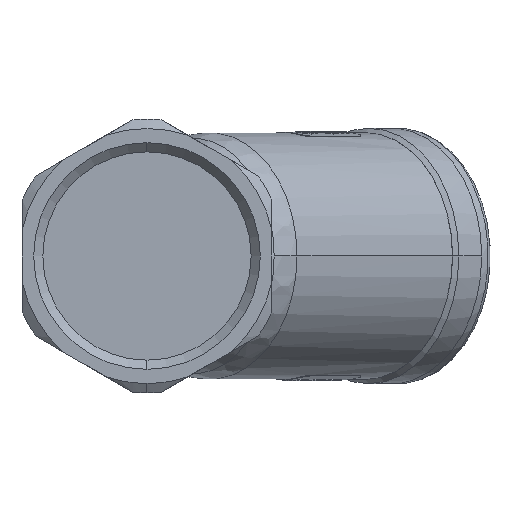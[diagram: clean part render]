
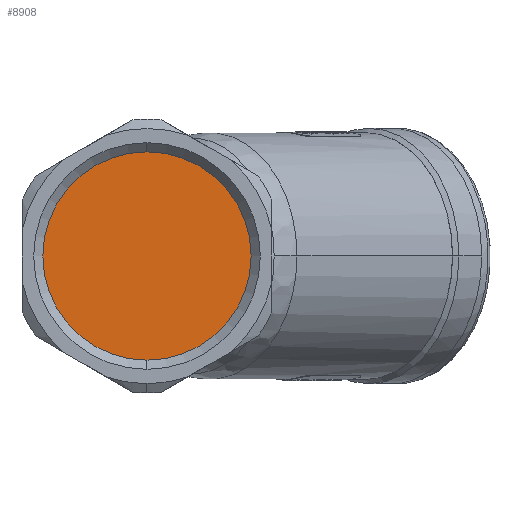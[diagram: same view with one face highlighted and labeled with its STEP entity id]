
A CAD part, left-side view. The second image highlights one B-rep face of the part: STEP entity #8908.
In plain terms, the highlighted planar face has unit normal (-1, 0, 0).
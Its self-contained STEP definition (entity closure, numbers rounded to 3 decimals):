
#326 = DIRECTION ( 'NONE',  ( 0., 0., 1. ) ) ;
#907 = AXIS2_PLACEMENT_3D ( 'NONE', #28855, #14626, #326 ) ;
#3195 = CARTESIAN_POINT ( 'NONE',  ( -49.188, 26.375, 28.401 ) ) ;
#6006 = VERTEX_POINT ( 'NONE', #3195 ) ;
#6126 = CIRCLE ( 'NONE', #28268, 28.328 ) ;
#8908 = ADVANCED_FACE ( 'NONE', ( #21288 ), #23980, .T. ) ;
#9826 = CARTESIAN_POINT ( 'NONE',  ( -49.188, 26.375, 0.073 ) ) ;
#10513 = DIRECTION ( 'NONE',  ( -1., 0., 0. ) ) ;
#12232 = DIRECTION ( 'NONE',  ( -1., 0., 0. ) ) ;
#12399 = ORIENTED_EDGE ( 'NONE', *, *, #26819, .T. ) ;
#14626 = DIRECTION ( 'NONE',  ( -1., 0., 0. ) ) ;
#19487 = EDGE_CURVE ( 'NONE', #20975, #6006, #6126, .T. ) ;
#20975 = VERTEX_POINT ( 'NONE', #26781 ) ;
#21125 = AXIS2_PLACEMENT_3D ( 'NONE', #9826, #12232, #28881 ) ;
#21288 = FACE_OUTER_BOUND ( 'NONE', #23450, .T. ) ;
#21824 = ORIENTED_EDGE ( 'NONE', *, *, #19487, .T. ) ;
#23450 = EDGE_LOOP ( 'NONE', ( #12399, #21824 ) ) ;
#23980 = PLANE ( 'NONE',  #21125 ) ;
#24786 = CARTESIAN_POINT ( 'NONE',  ( -49.188, 26.375, 0.073 ) ) ;
#26001 = CIRCLE ( 'NONE', #907, 28.328 ) ;
#26781 = CARTESIAN_POINT ( 'NONE',  ( -49.188, 26.375, -28.255 ) ) ;
#26819 = EDGE_CURVE ( 'NONE', #6006, #20975, #26001, .T. ) ;
#27174 = DIRECTION ( 'NONE',  ( 0., 0., 1. ) ) ;
#28268 = AXIS2_PLACEMENT_3D ( 'NONE', #24786, #10513, #27174 ) ;
#28855 = CARTESIAN_POINT ( 'NONE',  ( -49.188, 26.375, 0.073 ) ) ;
#28881 = DIRECTION ( 'NONE',  ( 0., 0., 1. ) ) ;
